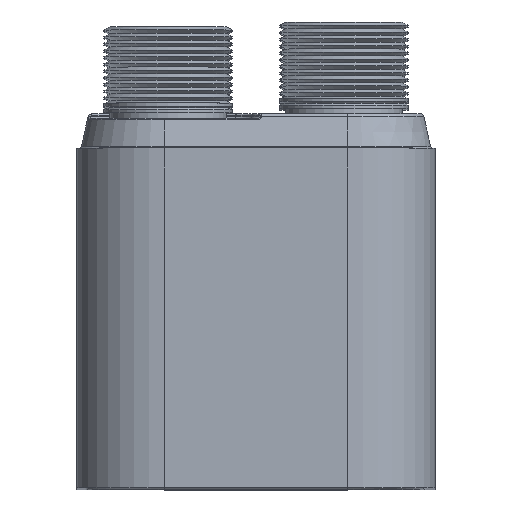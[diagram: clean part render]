
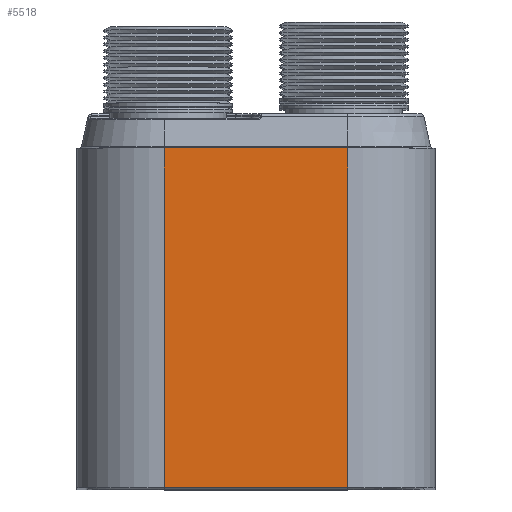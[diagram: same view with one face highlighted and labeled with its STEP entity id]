
A CAD part, top view. The second image highlights one B-rep face of the part: STEP entity #5518.
In plain terms, the highlighted planar face has unit normal (0, 0, 1).
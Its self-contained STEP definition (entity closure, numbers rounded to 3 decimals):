
#1429=DIRECTION('',(1.,0.,0.));
#1430=VECTOR('',#1429,48.);
#1431=CARTESIAN_POINT('',(-24.,89.,162.));
#1432=LINE('',#1431,#1430);
#1433=DIRECTION('',(0.,1.,0.));
#1434=VECTOR('',#1433,89.);
#1435=CARTESIAN_POINT('',(-24.,0.,162.));
#1436=LINE('',#1435,#1434);
#1442=DIRECTION('',(0.,1.,0.));
#1443=VECTOR('',#1442,89.);
#1444=CARTESIAN_POINT('',(24.,0.,162.));
#1445=LINE('',#1444,#1443);
#1485=DIRECTION('',(1.,0.,0.));
#1486=VECTOR('',#1485,48.);
#1487=CARTESIAN_POINT('',(-24.,0.,162.));
#1488=LINE('',#1487,#1486);
#2535=CARTESIAN_POINT('',(-24.,0.,162.));
#2536=VERTEX_POINT('',#2535);
#2537=CARTESIAN_POINT('',(24.,0.,162.));
#2538=VERTEX_POINT('',#2537);
#2663=CARTESIAN_POINT('',(-24.,89.,162.));
#2664=VERTEX_POINT('',#2663);
#2665=CARTESIAN_POINT('',(24.,89.,162.));
#2666=VERTEX_POINT('',#2665);
#5505=CARTESIAN_POINT('',(-24.,0.,162.));
#5506=DIRECTION('',(0.,0.,1.));
#5507=DIRECTION('',(1.,0.,0.));
#5508=AXIS2_PLACEMENT_3D('',#5505,#5506,#5507);
#5509=PLANE('',#5508);
#5510=ORIENTED_EDGE('',*,*,#4706,.T.);
#5512=ORIENTED_EDGE('',*,*,#5511,.F.);
#5514=ORIENTED_EDGE('',*,*,#5513,.F.);
#5515=ORIENTED_EDGE('',*,*,#5497,.T.);
#5516=EDGE_LOOP('',(#5510,#5512,#5514,#5515));
#5517=FACE_OUTER_BOUND('',#5516,.F.);
#5518=ADVANCED_FACE('',(#5517),#5509,.T.);
#4706=EDGE_CURVE('',#2664,#2666,#1432,.T.);
#5497=EDGE_CURVE('',#2536,#2664,#1436,.T.);
#5511=EDGE_CURVE('',#2538,#2666,#1445,.T.);
#5513=EDGE_CURVE('',#2536,#2538,#1488,.T.);
